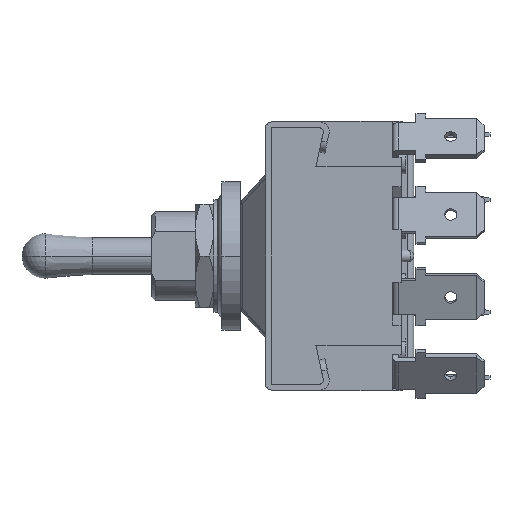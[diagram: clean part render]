
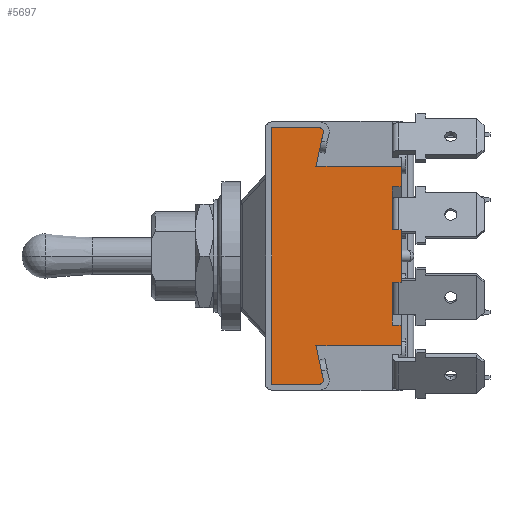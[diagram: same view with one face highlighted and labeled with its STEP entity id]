
A CAD part, left-side view. The second image highlights one B-rep face of the part: STEP entity #5697.
In plain terms, the highlighted planar face has unit normal (-1, 0, 0).
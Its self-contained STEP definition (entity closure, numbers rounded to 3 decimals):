
#171 = CARTESIAN_POINT ( 'NONE',  ( -16.5, -17.5, -12.1 ) ) ;
#465 = EDGE_CURVE ( 'NONE', #5320, #12365, #9759, .T. ) ;
#506 = ORIENTED_EDGE ( 'NONE', *, *, #5214, .F. ) ;
#685 = LINE ( 'NONE', #8264, #9611 ) ;
#717 = ORIENTED_EDGE ( 'NONE', *, *, #2188, .T. ) ;
#737 = VERTEX_POINT ( 'NONE', #13365 ) ;
#745 = CARTESIAN_POINT ( 'NONE',  ( -16.5, -6., 12.1 ) ) ;
#807 = ORIENTED_EDGE ( 'NONE', *, *, #1182, .F. ) ;
#811 = CARTESIAN_POINT ( 'NONE',  ( -16.5, -6.5, -17.3 ) ) ;
#812 = CARTESIAN_POINT ( 'NONE',  ( -16.5, 0., -17.3 ) ) ;
#813 = DIRECTION ( 'NONE',  ( 0., 0., -1. ) ) ;
#981 = CARTESIAN_POINT ( 'NONE',  ( -16.5, -16.3, -9.325 ) ) ;
#1034 = CARTESIAN_POINT ( 'NONE',  ( -16.5, -17.5, 0. ) ) ;
#1182 = EDGE_CURVE ( 'NONE', #6912, #5980, #5046, .T. ) ;
#1190 = VERTEX_POINT ( 'NONE', #3924 ) ;
#1272 = LINE ( 'NONE', #11984, #4349 ) ;
#1525 = EDGE_CURVE ( 'NONE', #1804, #9127, #7525, .T. ) ;
#1542 = ORIENTED_EDGE ( 'NONE', *, *, #9175, .F. ) ;
#1764 = LINE ( 'NONE', #10425, #12436 ) ;
#1768 = CARTESIAN_POINT ( 'NONE',  ( -16.5, -17.5, 0. ) ) ;
#1791 = ORIENTED_EDGE ( 'NONE', *, *, #6761, .F. ) ;
#1804 = VERTEX_POINT ( 'NONE', #812 ) ;
#1920 = DIRECTION ( 'NONE',  ( 0., 0., -1. ) ) ;
#1986 = CARTESIAN_POINT ( 'NONE',  ( -16.5, -16.3, 9.325 ) ) ;
#2009 = VERTEX_POINT ( 'NONE', #6366 ) ;
#2023 = VERTEX_POINT ( 'NONE', #12567 ) ;
#2188 = EDGE_CURVE ( 'NONE', #2023, #8392, #2340, .T. ) ;
#2279 = DIRECTION ( 'NONE',  ( 0., 0., 1. ) ) ;
#2340 = LINE ( 'NONE', #9602, #7527 ) ;
#2365 = EDGE_LOOP ( 'NONE', ( #6878, #6384, #12029, #5711, #8894, #12426, #12490, #10069, #3922, #5435, #807, #11274, #1542, #506, #8014, #13033, #717, #6624, #1791 ) ) ;
#2377 = DIRECTION ( 'NONE',  ( 0., -1., 0. ) ) ;
#2409 = LINE ( 'NONE', #1768, #13083 ) ;
#2411 = CARTESIAN_POINT ( 'NONE',  ( -16.5, 0., -17.3 ) ) ;
#2737 = CARTESIAN_POINT ( 'NONE',  ( -16.5, -16.3, 9.325 ) ) ;
#2763 = AXIS2_PLACEMENT_3D ( 'NONE', #4140, #7219, #9256 ) ;
#3038 = CARTESIAN_POINT ( 'NONE',  ( -16.5, 0., 17.3 ) ) ;
#3375 = CARTESIAN_POINT ( 'NONE',  ( -16.5, -17.5, 0. ) ) ;
#3381 = EDGE_CURVE ( 'NONE', #1190, #5320, #685, .T. ) ;
#3558 = VERTEX_POINT ( 'NONE', #3375 ) ;
#3752 = CARTESIAN_POINT ( 'NONE',  ( -16.5, -6., -12.1 ) ) ;
#3781 = DIRECTION ( 'NONE',  ( 0., 0.21, -0.978 ) ) ;
#3917 = VECTOR ( 'NONE', #3781, 1000. ) ;
#3922 = ORIENTED_EDGE ( 'NONE', *, *, #9616, .F. ) ;
#3924 = CARTESIAN_POINT ( 'NONE',  ( -16.5, -16.3, -3.568 ) ) ;
#3950 = EDGE_CURVE ( 'NONE', #7384, #12586, #4902, .T. ) ;
#4083 = CARTESIAN_POINT ( 'NONE',  ( -16.5, -6., 12.1 ) ) ;
#4140 = CARTESIAN_POINT ( 'NONE',  ( -16.5, -6.5, -16.8 ) ) ;
#4198 = LINE ( 'NONE', #9357, #11003 ) ;
#4206 = DIRECTION ( 'NONE',  ( 0., -1., 0. ) ) ;
#4227 = EDGE_CURVE ( 'NONE', #737, #6912, #12959, .T. ) ;
#4244 = VECTOR ( 'NONE', #6331, 1000. ) ;
#4349 = VECTOR ( 'NONE', #5840, 1000. ) ;
#4438 = DIRECTION ( 'NONE',  ( 0., -1., 0. ) ) ;
#4607 = AXIS2_PLACEMENT_3D ( 'NONE', #8486, #10755, #2279 ) ;
#4611 = CARTESIAN_POINT ( 'NONE',  ( -16.5, -16.3, -9.325 ) ) ;
#4641 = LINE ( 'NONE', #1034, #10337 ) ;
#4902 = LINE ( 'NONE', #1986, #4244 ) ;
#5003 = CARTESIAN_POINT ( 'NONE',  ( -16.5, -17.5, -3.568 ) ) ;
#5007 = EDGE_CURVE ( 'NONE', #13290, #7384, #1272, .T. ) ;
#5046 = LINE ( 'NONE', #5846, #3917 ) ;
#5168 = EDGE_CURVE ( 'NONE', #9127, #2023, #13241, .T. ) ;
#5214 = EDGE_CURVE ( 'NONE', #1804, #5999, #4198, .T. ) ;
#5320 = VERTEX_POINT ( 'NONE', #981 ) ;
#5365 = EDGE_CURVE ( 'NONE', #13290, #2009, #1764, .T. ) ;
#5435 = ORIENTED_EDGE ( 'NONE', *, *, #7449, .F. ) ;
#5513 = PLANE ( 'NONE',  #4607 ) ;
#5654 = VERTEX_POINT ( 'NONE', #171 ) ;
#5697 = ADVANCED_FACE ( 'NONE', ( #12424 ), #5513, .T. ) ;
#5711 = ORIENTED_EDGE ( 'NONE', *, *, #8074, .F. ) ;
#5840 = DIRECTION ( 'NONE',  ( 0., 0., 1. ) ) ;
#5846 = CARTESIAN_POINT ( 'NONE',  ( -16.5, -6.989, 16.695 ) ) ;
#5980 = VERTEX_POINT ( 'NONE', #4083 ) ;
#5999 = VERTEX_POINT ( 'NONE', #12257 ) ;
#6331 = DIRECTION ( 'NONE',  ( 0., -1., 0. ) ) ;
#6366 = CARTESIAN_POINT ( 'NONE',  ( -16.5, -17.5, 3.568 ) ) ;
#6383 = DIRECTION ( 'NONE',  ( 0., 0., -1. ) ) ;
#6384 = ORIENTED_EDGE ( 'NONE', *, *, #3381, .F. ) ;
#6415 = VECTOR ( 'NONE', #4438, 1000. ) ;
#6624 = ORIENTED_EDGE ( 'NONE', *, *, #7172, .T. ) ;
#6761 = EDGE_CURVE ( 'NONE', #12365, #5654, #4641, .T. ) ;
#6762 = DIRECTION ( 'NONE',  ( 0., 0., -1. ) ) ;
#6868 = VECTOR ( 'NONE', #6762, 1000. ) ;
#6878 = ORIENTED_EDGE ( 'NONE', *, *, #465, .F. ) ;
#6912 = VERTEX_POINT ( 'NONE', #7430 ) ;
#7172 = EDGE_CURVE ( 'NONE', #8392, #5654, #8357, .T. ) ;
#7219 = DIRECTION ( 'NONE',  ( -1., 0., 0. ) ) ;
#7303 = CARTESIAN_POINT ( 'NONE',  ( -16.5, -17.5, -9.325 ) ) ;
#7384 = VERTEX_POINT ( 'NONE', #2737 ) ;
#7430 = CARTESIAN_POINT ( 'NONE',  ( -16.5, -6.989, 16.695 ) ) ;
#7440 = DIRECTION ( 'NONE',  ( 0., 0., 1. ) ) ;
#7449 = EDGE_CURVE ( 'NONE', #5980, #12109, #7535, .T. ) ;
#7525 = LINE ( 'NONE', #2411, #12196 ) ;
#7527 = VECTOR ( 'NONE', #7647, 1000. ) ;
#7535 = LINE ( 'NONE', #745, #12865 ) ;
#7647 = DIRECTION ( 'NONE',  ( 0., 0.21, 0.978 ) ) ;
#7733 = DIRECTION ( 'NONE',  ( 0., -1., 0. ) ) ;
#7838 = CARTESIAN_POINT ( 'NONE',  ( -16.5, -17.5, 12.1 ) ) ;
#8014 = ORIENTED_EDGE ( 'NONE', *, *, #1525, .T. ) ;
#8074 = EDGE_CURVE ( 'NONE', #3558, #8713, #2409, .T. ) ;
#8264 = CARTESIAN_POINT ( 'NONE',  ( -16.5, -16.3, -9.325 ) ) ;
#8336 = DIRECTION ( 'NONE',  ( 0., 0., -1. ) ) ;
#8357 = LINE ( 'NONE', #3752, #11568 ) ;
#8392 = VERTEX_POINT ( 'NONE', #11797 ) ;
#8393 = CARTESIAN_POINT ( 'NONE',  ( -16.5, -16.3, -3.568 ) ) ;
#8476 = DIRECTION ( 'NONE',  ( 0., -1., 0. ) ) ;
#8486 = CARTESIAN_POINT ( 'NONE',  ( -16.5, -6.5, 16.8 ) ) ;
#8713 = VERTEX_POINT ( 'NONE', #5003 ) ;
#8740 = CARTESIAN_POINT ( 'NONE',  ( -16.5, -17.5, 0. ) ) ;
#8817 = LINE ( 'NONE', #8393, #6415 ) ;
#8846 = EDGE_CURVE ( 'NONE', #1190, #8713, #8817, .T. ) ;
#8894 = ORIENTED_EDGE ( 'NONE', *, *, #11420, .F. ) ;
#9127 = VERTEX_POINT ( 'NONE', #811 ) ;
#9175 = EDGE_CURVE ( 'NONE', #5999, #737, #10761, .T. ) ;
#9256 = DIRECTION ( 'NONE',  ( 0., 0., -1. ) ) ;
#9282 = VECTOR ( 'NONE', #7733, 1000. ) ;
#9357 = CARTESIAN_POINT ( 'NONE',  ( -16.5, 0., 0. ) ) ;
#9567 = CARTESIAN_POINT ( 'NONE',  ( -16.5, -17.5, 9.325 ) ) ;
#9602 = CARTESIAN_POINT ( 'NONE',  ( -16.5, -6.989, -16.695 ) ) ;
#9611 = VECTOR ( 'NONE', #1920, 1000. ) ;
#9616 = EDGE_CURVE ( 'NONE', #12109, #12586, #11678, .T. ) ;
#9735 = DIRECTION ( 'NONE',  ( 1., 0., 0. ) ) ;
#9746 = LINE ( 'NONE', #11412, #12954 ) ;
#9759 = LINE ( 'NONE', #4611, #9282 ) ;
#9784 = VECTOR ( 'NONE', #13375, 1000. ) ;
#10069 = ORIENTED_EDGE ( 'NONE', *, *, #3950, .T. ) ;
#10183 = DIRECTION ( 'NONE',  ( 0., -1., 0. ) ) ;
#10337 = VECTOR ( 'NONE', #8336, 1000. ) ;
#10425 = CARTESIAN_POINT ( 'NONE',  ( -16.5, -16.3, 3.568 ) ) ;
#10755 = DIRECTION ( 'NONE',  ( -1., 0., 0. ) ) ;
#10761 = LINE ( 'NONE', #3038, #9784 ) ;
#11003 = VECTOR ( 'NONE', #7440, 1000. ) ;
#11274 = ORIENTED_EDGE ( 'NONE', *, *, #4227, .F. ) ;
#11412 = CARTESIAN_POINT ( 'NONE',  ( -16.5, -17.5, 0. ) ) ;
#11420 = EDGE_CURVE ( 'NONE', #2009, #3558, #9746, .T. ) ;
#11429 = AXIS2_PLACEMENT_3D ( 'NONE', #11684, #9735, #11868 ) ;
#11568 = VECTOR ( 'NONE', #2377, 1000. ) ;
#11661 = CARTESIAN_POINT ( 'NONE',  ( -16.5, -16.3, 3.568 ) ) ;
#11678 = LINE ( 'NONE', #8740, #6868 ) ;
#11684 = CARTESIAN_POINT ( 'NONE',  ( -16.5, -6.5, 16.8 ) ) ;
#11797 = CARTESIAN_POINT ( 'NONE',  ( -16.5, -6., -12.1 ) ) ;
#11868 = DIRECTION ( 'NONE',  ( 0., 0., 1. ) ) ;
#11984 = CARTESIAN_POINT ( 'NONE',  ( -16.5, -16.3, 9.325 ) ) ;
#12029 = ORIENTED_EDGE ( 'NONE', *, *, #8846, .T. ) ;
#12109 = VERTEX_POINT ( 'NONE', #7838 ) ;
#12196 = VECTOR ( 'NONE', #8476, 1000. ) ;
#12257 = CARTESIAN_POINT ( 'NONE',  ( -16.5, 0., 17.3 ) ) ;
#12365 = VERTEX_POINT ( 'NONE', #7303 ) ;
#12424 = FACE_OUTER_BOUND ( 'NONE', #2365, .T. ) ;
#12426 = ORIENTED_EDGE ( 'NONE', *, *, #5365, .F. ) ;
#12436 = VECTOR ( 'NONE', #4206, 1000. ) ;
#12490 = ORIENTED_EDGE ( 'NONE', *, *, #5007, .T. ) ;
#12567 = CARTESIAN_POINT ( 'NONE',  ( -16.5, -6.989, -16.695 ) ) ;
#12586 = VERTEX_POINT ( 'NONE', #9567 ) ;
#12865 = VECTOR ( 'NONE', #10183, 1000. ) ;
#12954 = VECTOR ( 'NONE', #6383, 1000. ) ;
#12959 = CIRCLE ( 'NONE', #11429, 0.5 ) ;
#13033 = ORIENTED_EDGE ( 'NONE', *, *, #5168, .T. ) ;
#13083 = VECTOR ( 'NONE', #813, 1000. ) ;
#13241 = CIRCLE ( 'NONE', #2763, 0.5 ) ;
#13290 = VERTEX_POINT ( 'NONE', #11661 ) ;
#13365 = CARTESIAN_POINT ( 'NONE',  ( -16.5, -6.5, 17.3 ) ) ;
#13375 = DIRECTION ( 'NONE',  ( 0., -1., 0. ) ) ;
